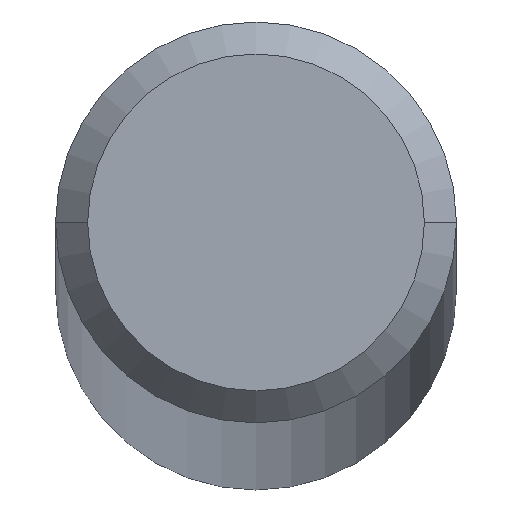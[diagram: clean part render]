
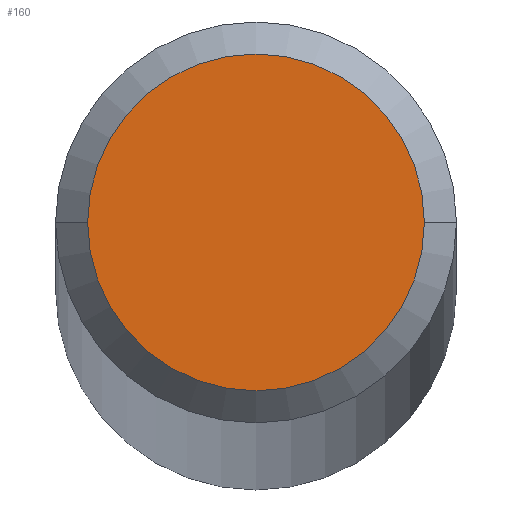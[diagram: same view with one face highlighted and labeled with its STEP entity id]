
A CAD part, top view. The second image highlights one B-rep face of the part: STEP entity #160.
In plain terms, the highlighted planar face has unit normal (0, 0, 1).
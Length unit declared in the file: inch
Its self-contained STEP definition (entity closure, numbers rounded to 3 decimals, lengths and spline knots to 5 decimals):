
#3 = DIRECTION ( 'NONE',  ( 0., 0., 1. ) ) ;
#8 = CARTESIAN_POINT ( 'NONE',  ( 0., 0., 18. ) ) ;
#18 = AXIS2_PLACEMENT_3D ( 'NONE', #131, #3, #144 ) ;
#24 = CARTESIAN_POINT ( 'NONE',  ( -0.1575, 0., 18. ) ) ;
#26 = DIRECTION ( 'NONE',  ( 1., 0., 0. ) ) ;
#42 = CARTESIAN_POINT ( 'NONE',  ( 0.1575, 0., 18. ) ) ;
#47 = PLANE ( 'NONE',  #92 ) ;
#53 = EDGE_LOOP ( 'NONE', ( #207, #241 ) ) ;
#80 = FACE_OUTER_BOUND ( 'NONE', #53, .T. ) ;
#92 = AXIS2_PLACEMENT_3D ( 'NONE', #145, #196, #184 ) ;
#98 = VERTEX_POINT ( 'NONE', #42 ) ;
#112 = EDGE_CURVE ( 'NONE', #163, #98, #198, .T. ) ;
#131 = CARTESIAN_POINT ( 'NONE',  ( 0., 0., 18. ) ) ;
#139 = CIRCLE ( 'NONE', #154, 0.1575 ) ;
#144 = DIRECTION ( 'NONE',  ( 1., 0., 0. ) ) ;
#145 = CARTESIAN_POINT ( 'NONE',  ( 0., 0., 18. ) ) ;
#148 = DIRECTION ( 'NONE',  ( 0., 0., 1. ) ) ;
#154 = AXIS2_PLACEMENT_3D ( 'NONE', #8, #148, #26 ) ;
#160 = ADVANCED_FACE ( 'NONE', ( #80 ), #47, .T. ) ;
#163 = VERTEX_POINT ( 'NONE', #24 ) ;
#184 = DIRECTION ( 'NONE',  ( 1., 0., 0. ) ) ;
#196 = DIRECTION ( 'NONE',  ( 0., 0., 1. ) ) ;
#198 = CIRCLE ( 'NONE', #18, 0.1575 ) ;
#207 = ORIENTED_EDGE ( 'NONE', *, *, #112, .T. ) ;
#241 = ORIENTED_EDGE ( 'NONE', *, *, #245, .T. ) ;
#245 = EDGE_CURVE ( 'NONE', #98, #163, #139, .T. ) ;
